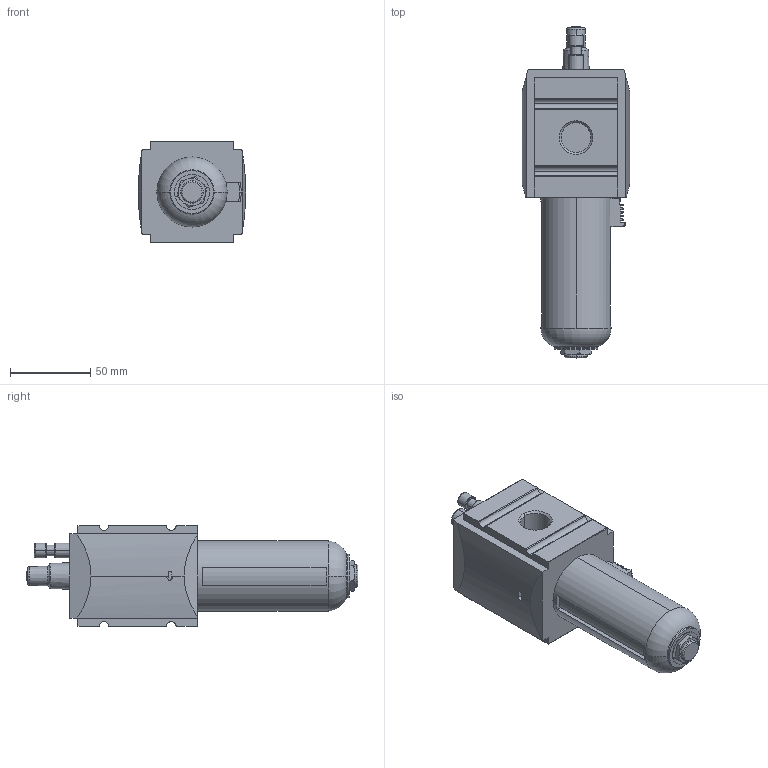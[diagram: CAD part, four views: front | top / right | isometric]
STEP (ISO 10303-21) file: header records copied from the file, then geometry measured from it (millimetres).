
FILE_DESCRIPTION(('STEP AP214'),'1');
FILE_NAME('lubrificateur_klub-212.stp','2015-05-05T11:57:25',('TraceParts'),('TraceParts S.A.'),'XStep 1.0',' ',' ');
FILE_SCHEMA(('automotive_design'));
Length unit declared in the file: millimetre
Products named in the file (1): 1
Bounding box: 67 x 207.3 x 63 mm (x, y, z)
Volume: 443339.4 mm3; surface area: 45493.1 mm2
Topology: 1 solids, 1 shells, 216 faces, 584 edges, 383 vertices
Faces by surface type: plane 70, cylinder 54, torus 52, cone 40
Entity records: 8002 total; most frequent: CARTESIAN_POINT 2428, DIRECTION 1245, ORIENTED_EDGE 1168, EDGE_CURVE 584, AXIS2_PLACEMENT_3D 510, VERTEX_POINT 383, CIRCLE 281, EDGE_LOOP 229
